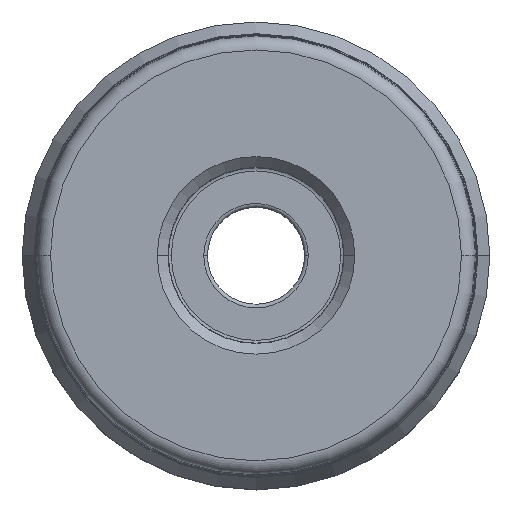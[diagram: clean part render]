
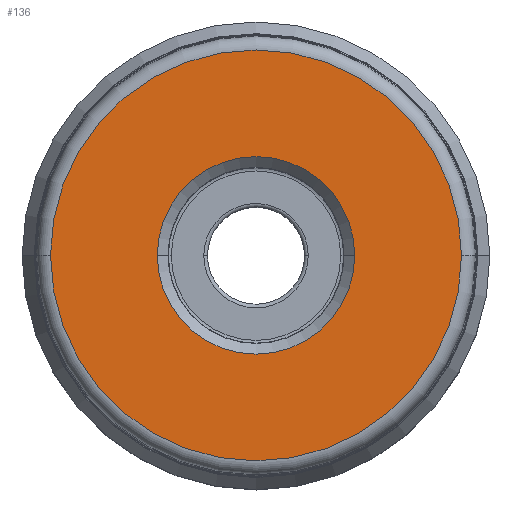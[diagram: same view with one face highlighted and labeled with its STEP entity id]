
A CAD part, top view. The second image highlights one B-rep face of the part: STEP entity #136.
In plain terms, the highlighted planar face has unit normal (0, 0, 1).
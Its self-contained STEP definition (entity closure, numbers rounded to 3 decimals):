
#82=PLANE('',#1448);
#92=FACE_BOUND('',#300,.T.);
#93=FACE_BOUND('',#301,.T.);
#136=ADVANCED_FACE('',(#92,#93),#82,.F.);
#300=EDGE_LOOP('',(#496,#497,#498,#499));
#301=EDGE_LOOP('',(#500,#501));
#496=ORIENTED_EDGE('',*,*,#886,.T.);
#497=ORIENTED_EDGE('',*,*,#884,.T.);
#498=ORIENTED_EDGE('',*,*,#883,.F.);
#499=ORIENTED_EDGE('',*,*,#887,.F.);
#500=ORIENTED_EDGE('',*,*,#888,.T.);
#501=ORIENTED_EDGE('',*,*,#889,.T.);
#742=VERTEX_POINT('',#2223);
#743=VERTEX_POINT('',#2225);
#744=VERTEX_POINT('',#2227);
#745=VERTEX_POINT('',#2231);
#746=VERTEX_POINT('',#2235);
#747=VERTEX_POINT('',#2236);
#883=EDGE_CURVE('',#742,#743,#1041,.T.);
#884=EDGE_CURVE('',#744,#743,#1042,.T.);
#886=EDGE_CURVE('',#745,#744,#1044,.T.);
#887=EDGE_CURVE('',#745,#742,#1045,.T.);
#888=EDGE_CURVE('',#746,#747,#1046,.T.);
#889=EDGE_CURVE('',#747,#746,#1047,.T.);
#1041=CIRCLE('',#1439,22.315);
#1042=CIRCLE('',#1440,22.315);
#1044=CIRCLE('',#1443,22.315);
#1045=CIRCLE('',#1444,22.315);
#1046=CIRCLE('',#1446,10.725);
#1047=CIRCLE('',#1447,10.725);
#1439=AXIS2_PLACEMENT_3D('',#2224,#1783,#1784);
#1440=AXIS2_PLACEMENT_3D('',#2226,#1785,#1786);
#1443=AXIS2_PLACEMENT_3D('',#2230,#1791,#1792);
#1444=AXIS2_PLACEMENT_3D('',#2232,#1793,#1794);
#1446=AXIS2_PLACEMENT_3D('',#2234,#1797,#1798);
#1447=AXIS2_PLACEMENT_3D('',#2237,#1799,#1800);
#1448=AXIS2_PLACEMENT_3D('',#2238,#1801,#1802);
#1783=DIRECTION('',(0.,0.,-1.));
#1784=DIRECTION('',(-1.,0.,0.));
#1785=DIRECTION('',(0.,0.,1.));
#1786=DIRECTION('',(1.,0.,0.));
#1791=DIRECTION('',(0.,0.,1.));
#1792=DIRECTION('',(1.,0.,0.));
#1793=DIRECTION('',(0.,0.,-1.));
#1794=DIRECTION('',(-1.,0.,0.));
#1797=DIRECTION('',(0.,0.,-1.));
#1798=DIRECTION('',(-1.,0.,0.));
#1799=DIRECTION('',(0.,0.,-1.));
#1800=DIRECTION('',(1.,0.,0.));
#1801=DIRECTION('',(0.,0.,-1.));
#1802=DIRECTION('',(-1.,0.,0.));
#2223=CARTESIAN_POINT('',(-22.315,0.,0.));
#2224=CARTESIAN_POINT('',(0.,0.,0.));
#2225=CARTESIAN_POINT('',(-22.315,0.02,0.));
#2226=CARTESIAN_POINT('',(0.,0.,0.));
#2227=CARTESIAN_POINT('',(22.315,0.,0.));
#2230=CARTESIAN_POINT('',(0.,0.,0.));
#2231=CARTESIAN_POINT('',(22.315,-0.02,0.));
#2232=CARTESIAN_POINT('',(0.,0.,0.));
#2234=CARTESIAN_POINT('',(0.,0.,0.));
#2235=CARTESIAN_POINT('',(-10.725,0.,0.));
#2236=CARTESIAN_POINT('',(10.725,0.,0.));
#2237=CARTESIAN_POINT('',(0.,0.,0.));
#2238=CARTESIAN_POINT('',(0.,0.,0.));
